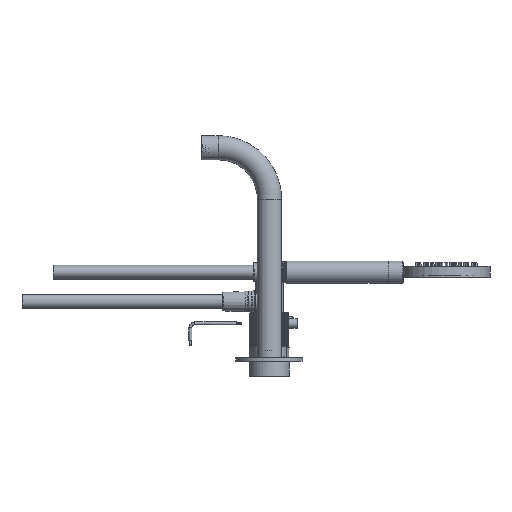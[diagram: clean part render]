
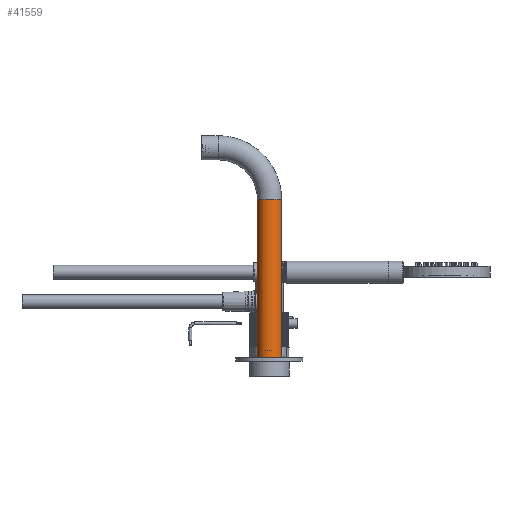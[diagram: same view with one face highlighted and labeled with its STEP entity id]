
A CAD part, front view. The second image highlights one B-rep face of the part: STEP entity #41559.
In plain terms, the highlighted cylindrical face has radius 13 mm (diameter 26 mm), a full revolution.
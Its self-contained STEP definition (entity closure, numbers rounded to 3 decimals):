
#5391=B_SPLINE_CURVE_WITH_KNOTS('',3,(#65903,#65904,#65905,#65906,#65907,
#65908,#65909,#65910,#65911,#65912,#65913),.UNSPECIFIED.,.T.,.F.,(1,1,1,
1,1,1,1,1,1,1,1,1,1,1,1),(-0.004,-0.003,-0.001,
0.,0.001,0.003,0.004,
0.006,0.007,0.009,0.01,
0.012,0.013,0.015,0.016),
 .UNSPECIFIED.);
#7286=CYLINDRICAL_SURFACE('',#49959,13.);
#8149=ORIENTED_EDGE('',*,*,#20641,.T.);
#8150=ORIENTED_EDGE('',*,*,#20642,.T.);
#8151=ORIENTED_EDGE('',*,*,#20643,.F.);
#20641=EDGE_CURVE('',#26887,#26887,#30900,.T.);
#20642=EDGE_CURVE('',#26888,#26888,#5391,.T.);
#20643=EDGE_CURVE('',#26889,#26889,#30901,.T.);
#26887=VERTEX_POINT('',#65902);
#26888=VERTEX_POINT('',#65914);
#26889=VERTEX_POINT('',#65916);
#30900=CIRCLE('',#49960,13.);
#30901=CIRCLE('',#49961,13.);
#33271=EDGE_LOOP('',(#8149));
#33272=EDGE_LOOP('',(#8150));
#33273=EDGE_LOOP('',(#8151));
#36943=FACE_BOUND('',#33271,.T.);
#36944=FACE_BOUND('',#33272,.T.);
#36945=FACE_BOUND('',#33273,.T.);
#41559=ADVANCED_FACE('',(#36943,#36944,#36945),#7286,.T.);
#49959=AXIS2_PLACEMENT_3D('',#65900,#54646,#54647);
#49960=AXIS2_PLACEMENT_3D('',#65901,#54648,#54649);
#49961=AXIS2_PLACEMENT_3D('',#65915,#54650,#54651);
#54646=DIRECTION('',(0.,0.,-1.));
#54647=DIRECTION('',(-1.,0.,0.));
#54648=DIRECTION('',(0.,0.,1.));
#54649=DIRECTION('',(1.,0.,0.));
#54650=DIRECTION('',(0.,0.,1.));
#54651=DIRECTION('',(1.,0.,0.));
#65900=CARTESIAN_POINT('',(0.,0.,170.));
#65901=CARTESIAN_POINT('',(0.,0.,0.2));
#65902=CARTESIAN_POINT('',(13.,0.,0.2));
#65903=CARTESIAN_POINT('',(12.935,1.442,3.566));
#65904=CARTESIAN_POINT('',(13.032,0.,2.986));
#65905=CARTESIAN_POINT('',(12.935,-1.442,3.565));
#65906=CARTESIAN_POINT('',(12.834,-2.053,5.001));
#65907=CARTESIAN_POINT('',(12.935,-1.441,6.434));
#65908=CARTESIAN_POINT('',(13.032,-0.002,7.014));
#65909=CARTESIAN_POINT('',(12.935,1.441,6.435));
#65910=CARTESIAN_POINT('',(12.834,2.053,5.001));
#65911=CARTESIAN_POINT('',(12.935,1.442,3.566));
#65912=CARTESIAN_POINT('',(13.032,0.,2.986));
#65913=CARTESIAN_POINT('',(12.935,-1.442,3.565));
#65914=CARTESIAN_POINT('',(13.,0.,3.179));
#65915=CARTESIAN_POINT('',(0.,0.,170.));
#65916=CARTESIAN_POINT('',(13.,0.,170.));
